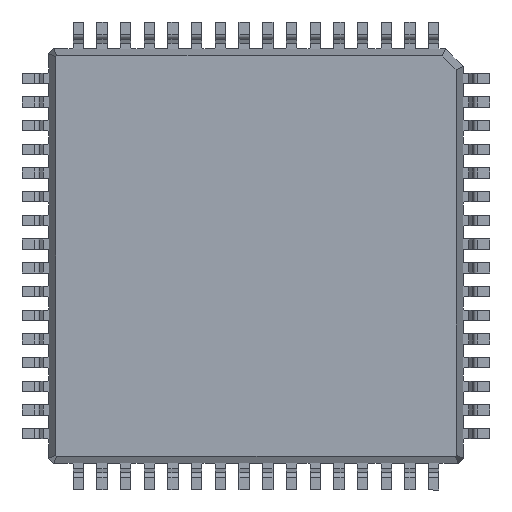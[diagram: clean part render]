
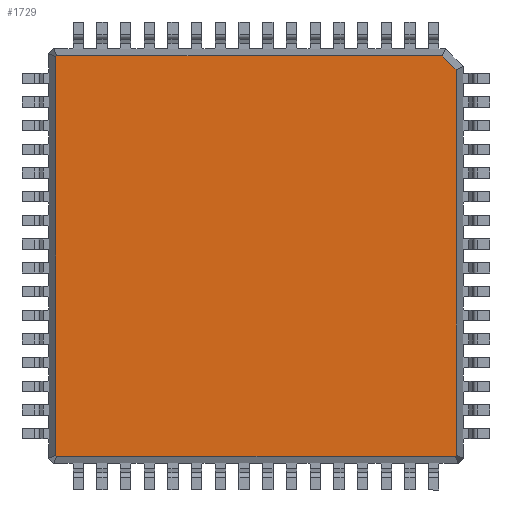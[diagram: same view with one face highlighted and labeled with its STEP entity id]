
A CAD part, front view. The second image highlights one B-rep face of the part: STEP entity #1729.
In plain terms, the highlighted planar face has unit normal (0, -1, 0).
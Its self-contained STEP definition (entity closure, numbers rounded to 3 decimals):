
#341 = AXIS2_PLACEMENT_3D ( 'NONE', #10934, #7115, #13933 ) ;
#430 = CARTESIAN_POINT ( 'NONE',  ( -6.753, -1.4, -6.83 ) ) ;
#603 = LINE ( 'NONE', #18386, #22859 ) ;
#1241 = DIRECTION ( 'NONE',  ( 0.707, 0., -0.707 ) ) ;
#1470 = PLANE ( 'NONE',  #341 ) ;
#1610 = ORIENTED_EDGE ( 'NONE', *, *, #14847, .F. ) ;
#1729 = ADVANCED_FACE ( 'NONE', ( #12534 ), #1470, .T. ) ;
#1796 = CARTESIAN_POINT ( 'NONE',  ( -6.83, -1.4, -6.753 ) ) ;
#1836 = EDGE_CURVE ( 'NONE', #3975, #23671, #16421, .T. ) ;
#2038 = DIRECTION ( 'NONE',  ( 0.707, 0., 0.707 ) ) ;
#2337 = DIRECTION ( 'NONE',  ( 0., 0., 1. ) ) ;
#3265 = VERTEX_POINT ( 'NONE', #7167 ) ;
#3343 = ORIENTED_EDGE ( 'NONE', *, *, #17593, .F. ) ;
#3975 = VERTEX_POINT ( 'NONE', #25297 ) ;
#5779 = LINE ( 'NONE', #14781, #7965 ) ;
#5910 = LINE ( 'NONE', #1796, #26476 ) ;
#6711 = CARTESIAN_POINT ( 'NONE',  ( 6.753, -1.4, 6.298 ) ) ;
#6736 = DIRECTION ( 'NONE',  ( -0.707, 0., 0.707 ) ) ;
#7115 = DIRECTION ( 'NONE',  ( 0., -1., 0. ) ) ;
#7167 = CARTESIAN_POINT ( 'NONE',  ( -6.753, -1.4, 6.728 ) ) ;
#7576 = VERTEX_POINT ( 'NONE', #6711 ) ;
#7965 = VECTOR ( 'NONE', #12456, 1000. ) ;
#9503 = DIRECTION ( 'NONE',  ( 0., 0., -1. ) ) ;
#9557 = LINE ( 'NONE', #14056, #16704 ) ;
#9972 = EDGE_CURVE ( 'NONE', #13854, #3265, #15444, .T. ) ;
#10424 = VERTEX_POINT ( 'NONE', #28683 ) ;
#10772 = CARTESIAN_POINT ( 'NONE',  ( -6.753, -1.4, -6.728 ) ) ;
#10934 = CARTESIAN_POINT ( 'NONE',  ( 7., -1.4, 7. ) ) ;
#11017 = CARTESIAN_POINT ( 'NONE',  ( 6.298, -1.4, 6.753 ) ) ;
#11759 = DIRECTION ( 'NONE',  ( 1., 0., 0. ) ) ;
#12456 = DIRECTION ( 'NONE',  ( -0.707, 0., -0.707 ) ) ;
#12534 = FACE_OUTER_BOUND ( 'NONE', #27860, .T. ) ;
#12537 = VECTOR ( 'NONE', #2038, 1000. ) ;
#12979 = CARTESIAN_POINT ( 'NONE',  ( -6.825, -1.4, -6.655 ) ) ;
#13492 = EDGE_CURVE ( 'NONE', #21611, #13854, #19970, .T. ) ;
#13854 = VERTEX_POINT ( 'NONE', #10772 ) ;
#13933 = DIRECTION ( 'NONE',  ( 0., 0., -1. ) ) ;
#14056 = CARTESIAN_POINT ( 'NONE',  ( 6.225, -1.4, 6.825 ) ) ;
#14781 = CARTESIAN_POINT ( 'NONE',  ( 6.655, -1.4, -6.825 ) ) ;
#14847 = EDGE_CURVE ( 'NONE', #7576, #10424, #603, .T. ) ;
#14854 = LINE ( 'NONE', #21989, #12537 ) ;
#15444 = LINE ( 'NONE', #430, #15448 ) ;
#15448 = VECTOR ( 'NONE', #2337, 1000. ) ;
#16003 = ORIENTED_EDGE ( 'NONE', *, *, #21680, .F. ) ;
#16421 = LINE ( 'NONE', #22004, #19412 ) ;
#16632 = EDGE_CURVE ( 'NONE', #10424, #19796, #5779, .T. ) ;
#16679 = CARTESIAN_POINT ( 'NONE',  ( -6.728, -1.4, -6.753 ) ) ;
#16704 = VECTOR ( 'NONE', #1241, 1000. ) ;
#17218 = ORIENTED_EDGE ( 'NONE', *, *, #1836, .F. ) ;
#17593 = EDGE_CURVE ( 'NONE', #3265, #3975, #14854, .T. ) ;
#18386 = CARTESIAN_POINT ( 'NONE',  ( 6.753, -1.4, -6.83 ) ) ;
#19412 = VECTOR ( 'NONE', #11759, 1000. ) ;
#19425 = DIRECTION ( 'NONE',  ( -1., 0., 0. ) ) ;
#19796 = VERTEX_POINT ( 'NONE', #23037 ) ;
#19970 = LINE ( 'NONE', #12979, #23489 ) ;
#21602 = EDGE_CURVE ( 'NONE', #23671, #7576, #9557, .T. ) ;
#21611 = VERTEX_POINT ( 'NONE', #16679 ) ;
#21680 = EDGE_CURVE ( 'NONE', #19796, #21611, #5910, .T. ) ;
#21989 = CARTESIAN_POINT ( 'NONE',  ( -6.825, -1.4, 6.655 ) ) ;
#22004 = CARTESIAN_POINT ( 'NONE',  ( -6.83, -1.4, 6.753 ) ) ;
#22859 = VECTOR ( 'NONE', #9503, 1000. ) ;
#23037 = CARTESIAN_POINT ( 'NONE',  ( 6.728, -1.4, -6.753 ) ) ;
#23489 = VECTOR ( 'NONE', #6736, 1000. ) ;
#23671 = VERTEX_POINT ( 'NONE', #11017 ) ;
#24330 = ORIENTED_EDGE ( 'NONE', *, *, #9972, .F. ) ;
#25297 = CARTESIAN_POINT ( 'NONE',  ( -6.728, -1.4, 6.753 ) ) ;
#25469 = ORIENTED_EDGE ( 'NONE', *, *, #21602, .F. ) ;
#26476 = VECTOR ( 'NONE', #19425, 1000. ) ;
#26485 = ORIENTED_EDGE ( 'NONE', *, *, #16632, .F. ) ;
#27860 = EDGE_LOOP ( 'NONE', ( #17218, #3343, #24330, #28276, #16003, #26485, #1610, #25469 ) ) ;
#28276 = ORIENTED_EDGE ( 'NONE', *, *, #13492, .F. ) ;
#28683 = CARTESIAN_POINT ( 'NONE',  ( 6.753, -1.4, -6.728 ) ) ;
